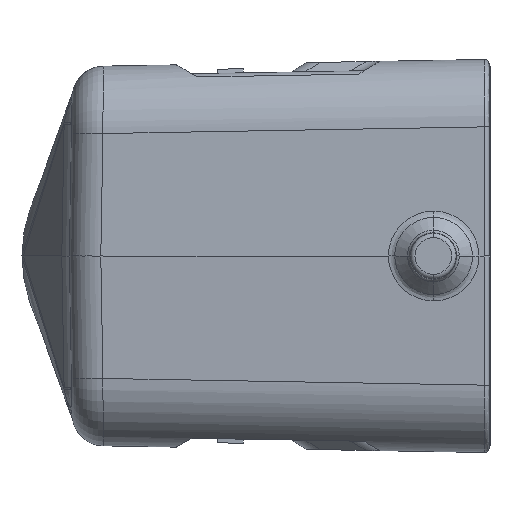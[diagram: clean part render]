
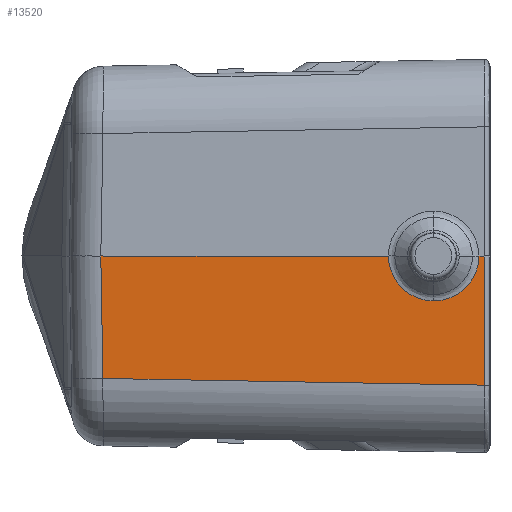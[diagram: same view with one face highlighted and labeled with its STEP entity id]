
A CAD part, left-side view. The second image highlights one B-rep face of the part: STEP entity #13520.
In plain terms, the highlighted planar face has unit normal (-1, 0.018, -0.017).
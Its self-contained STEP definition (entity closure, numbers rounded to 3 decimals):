
#742=CARTESIAN_POINT('',(-29.743,70.609,-14.121));
#4193=DIRECTION('',(-0.017,0.,1.));
#4194=VECTOR('',#4193,14.124);
#4195=CARTESIAN_POINT('',(-29.743,70.609,
-14.121));
#4196=LINE('',#4195,#4194);
#4197=DIRECTION('',(0.017,1.,0.017));
#4198=VECTOR('',#4197,41.732);
#4199=CARTESIAN_POINT('',(-29.743,70.609,
-14.121));
#4200=LINE('',#4199,#4198);
#4201=DIRECTION('',(0.017,-0.017,-1.));
#4202=VECTOR('',#4201,13.397);
#4203=CARTESIAN_POINT('',(-29.257,112.562,
0.));
#4204=LINE('',#4203,#4202);
#4205=DIRECTION('',(-0.017,-1.,0.));
#4206=VECTOR('',#4205,31.455);
#4207=CARTESIAN_POINT('',(-29.257,112.562,
0.));
#4208=LINE('',#4207,#4206);
#4209=CARTESIAN_POINT('',(-29.806,81.112,
0.));
#4210=CARTESIAN_POINT('',(-29.8,81.109,
-0.319));
#4211=CARTESIAN_POINT('',(-29.791,81.044,
-0.944));
#4212=CARTESIAN_POINT('',(-29.78,80.767,
-1.857));
#4213=CARTESIAN_POINT('',(-29.773,80.322,
-2.698));
#4214=CARTESIAN_POINT('',(-29.77,79.727,
-3.439));
#4215=CARTESIAN_POINT('',(-29.772,78.997,
-4.055));
#4216=CARTESIAN_POINT('',(-29.778,78.183,
-4.514));
#4217=CARTESIAN_POINT('',(-29.79,77.226,
-4.831));
#4218=CARTESIAN_POINT('',(-29.8,76.531,
-4.912));
#4219=CARTESIAN_POINT('',(-29.807,76.166,
-4.913));
#4221=CARTESIAN_POINT('',(-29.807,76.166,
-4.913));
#4222=CARTESIAN_POINT('',(-29.813,75.821,
-4.913));
#4223=CARTESIAN_POINT('',(-29.825,75.158,
-4.84));
#4224=CARTESIAN_POINT('',(-29.846,74.248,
-4.561));
#4225=CARTESIAN_POINT('',(-29.869,73.396,
-4.106));
#4226=CARTESIAN_POINT('',(-29.893,72.65,
-3.496));
#4227=CARTESIAN_POINT('',(-29.916,72.035,
-2.755));
#4228=CARTESIAN_POINT('',(-29.939,71.574,
-1.905));
#4229=CARTESIAN_POINT('',(-29.96,71.286,
-0.993));
#4230=CARTESIAN_POINT('',(-29.973,71.212,
-0.339));
#4231=CARTESIAN_POINT('',(-29.979,71.209,
0.));
#4233=DIRECTION('',(-0.017,-1.,0.));
#4234=VECTOR('',#4233,0.601);
#4235=CARTESIAN_POINT('',(-29.979,71.209,
0.));
#4236=LINE('',#4235,#4234);
#4256=CARTESIAN_POINT('',(-29.257,112.562,
0.));
#4396=CARTESIAN_POINT('',(-29.979,71.209,
0.));
#4418=CARTESIAN_POINT('',(-29.806,81.112,
0.));
#6152=VERTEX_POINT('',#4256);
#6173=CARTESIAN_POINT('',(-29.027,112.328,
-13.393));
#6174=VERTEX_POINT('',#6173);
#6580=VERTEX_POINT('',#4418);
#6584=VERTEX_POINT('',#4396);
#6586=VERTEX_POINT('',#4219);
#6683=CARTESIAN_POINT('',(-29.989,70.609,
0.));
#6684=VERTEX_POINT('',#6683);
#6697=VERTEX_POINT('',#742);
#13501=CARTESIAN_POINT('',(-30.018,70.,1.044));
#13502=DIRECTION('',(-1.,0.017,-0.017));
#13503=DIRECTION('',(0.017,1.,0.));
#13504=AXIS2_PLACEMENT_3D('',#13501,#13502,#13503);
#13505=PLANE('',#13504);
#13506=ORIENTED_EDGE('',*,*,#13494,.F.);
#13507=ORIENTED_EDGE('',*,*,#8345,.T.);
#13509=ORIENTED_EDGE('',*,*,#13508,.F.);
#13511=ORIENTED_EDGE('',*,*,#13510,.T.);
#13513=ORIENTED_EDGE('',*,*,#13512,.T.);
#13515=ORIENTED_EDGE('',*,*,#13514,.T.);
#13517=ORIENTED_EDGE('',*,*,#13516,.T.);
#13518=EDGE_LOOP('',(#13506,#13507,#13509,#13511,#13513,#13515,#13517));
#13519=FACE_OUTER_BOUND('',#13518,.F.);
#4220=B_SPLINE_CURVE_WITH_KNOTS('',3,(#4209,#4210,#4211,#4212,#4213,#4214,#4215,
#4216,#4217,#4218,#4219),.UNSPECIFIED.,.F.,.F.,(4,1,1,1,1,1,1,1,4),(0.,
0.125,0.25,0.375,0.5,0.625,0.75,0.875,1.),.UNSPECIFIED.);
#4232=B_SPLINE_CURVE_WITH_KNOTS('',3,(#4221,#4222,#4223,#4224,#4225,#4226,#4227,
#4228,#4229,#4230,#4231),.UNSPECIFIED.,.F.,.F.,(4,1,1,1,1,1,1,1,4),(0.,
0.125,0.25,0.375,0.5,0.625,0.75,0.875,1.),.UNSPECIFIED.);
#8345=EDGE_CURVE('',#6697,#6174,#4200,.T.);
#13494=EDGE_CURVE('',#6697,#6684,#4196,.T.);
#13508=EDGE_CURVE('',#6152,#6174,#4204,.T.);
#13510=EDGE_CURVE('',#6152,#6580,#4208,.T.);
#13512=EDGE_CURVE('',#6580,#6586,#4220,.T.);
#13514=EDGE_CURVE('',#6586,#6584,#4232,.T.);
#13516=EDGE_CURVE('',#6584,#6684,#4236,.T.);
#13520=ADVANCED_FACE('',(#13519),#13505,.T.);
